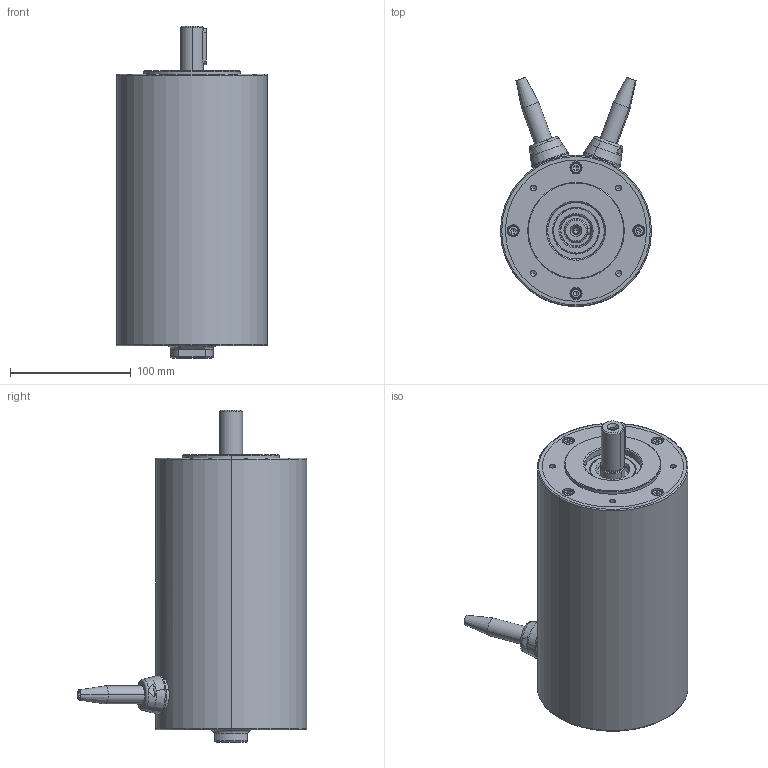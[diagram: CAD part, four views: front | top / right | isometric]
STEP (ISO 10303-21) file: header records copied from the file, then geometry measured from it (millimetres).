
FILE_DESCRIPTION((''),'2;1');
FILE_NAME('BF-124 + Resolver.stp','2012-07-20T08:58:19',('arodrigo'),(''),'Autodesk Inventor 9','Autodesk Inventor 9','');
FILE_SCHEMA(('AUTOMOTIVE_DESIGN { 1 0 10303 214 1 1 1 1 }'));
Length unit declared in the file: millimetre
Products named in the file (1): Pieza1
Bounding box: 125 x 189.84 x 275 mm (x, y, z)
Volume: 2805112.2 mm3; surface area: 152082.5 mm2
Topology: 1 solids, 7 shells, 539 faces, 1354 edges, 783 vertices
Faces by surface type: bspline 142, cone 128, cylinder 116, plane 111, torus 42
Entity records: 18717 total; most frequent: CARTESIAN_POINT 5991, DIRECTION 2826, ORIENTED_EDGE 2656, EDGE_CURVE 1328, AXIS2_PLACEMENT_3D 1184, VERTEX_POINT 783, CIRCLE 764, EDGE_LOOP 609
